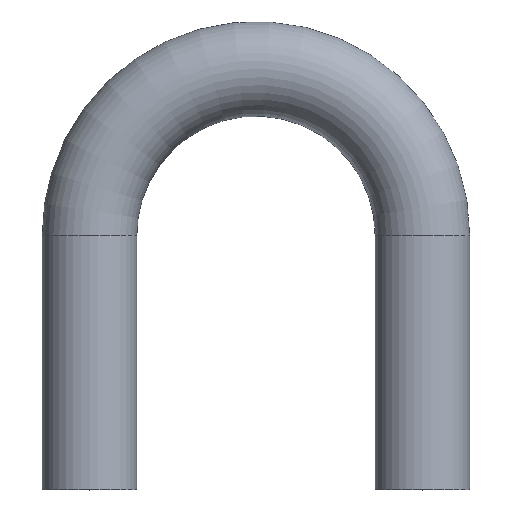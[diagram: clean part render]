
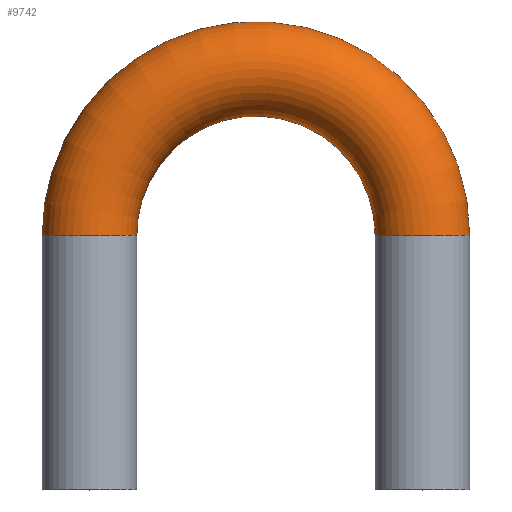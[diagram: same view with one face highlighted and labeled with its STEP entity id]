
A CAD part, top view. The second image highlights one B-rep face of the part: STEP entity #9742.
In plain terms, the highlighted toroidal (fillet/blend) face has major radius 85 mm and minor radius 24.15 mm.
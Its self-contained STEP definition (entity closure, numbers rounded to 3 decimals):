
#332 = FACE_OUTER_BOUND ( 'NONE', #3428, .T. ) ;
#841 = AXIS2_PLACEMENT_3D ( 'NONE', #8721, #9586, #3288 ) ;
#2109 = VERTEX_POINT ( 'NONE', #8457 ) ;
#2230 = VERTEX_POINT ( 'NONE', #7718 ) ;
#3114 = FACE_OUTER_BOUND ( 'NONE', #3378, .T. ) ;
#3288 = DIRECTION ( 'NONE',  ( 0., 0., 1. ) ) ;
#3378 = EDGE_LOOP ( 'NONE', ( #4463 ) ) ;
#3428 = EDGE_LOOP ( 'NONE', ( #8427 ) ) ;
#4463 = ORIENTED_EDGE ( 'NONE', *, *, #5911, .F. ) ;
#5911 = EDGE_CURVE ( 'NONE', #2109, #2109, #9523, .T. ) ;
#5973 = CARTESIAN_POINT ( 'NONE',  ( 85., 130., 0. ) ) ;
#6003 = DIRECTION ( 'NONE',  ( 1., 0., 0. ) ) ;
#7393 = CIRCLE ( 'NONE', #7918, 24.15 ) ;
#7718 = CARTESIAN_POINT ( 'NONE',  ( 85., 130., 24.15 ) ) ;
#7918 = AXIS2_PLACEMENT_3D ( 'NONE', #5973, #8653, #11401 ) ;
#8427 = ORIENTED_EDGE ( 'NONE', *, *, #10941, .T. ) ;
#8457 = CARTESIAN_POINT ( 'NONE',  ( -85., 130., 24.15 ) ) ;
#8653 = DIRECTION ( 'NONE',  ( 0., 1., 0. ) ) ;
#8721 = CARTESIAN_POINT ( 'NONE',  ( -85., 130., 0. ) ) ;
#9428 = DIRECTION ( 'NONE',  ( 0., 0., 1. ) ) ;
#9512 = CARTESIAN_POINT ( 'NONE',  ( 0., 130., 0. ) ) ;
#9523 = CIRCLE ( 'NONE', #841, 24.15 ) ;
#9586 = DIRECTION ( 'NONE',  ( 0., -1., 0. ) ) ;
#9742 = ADVANCED_FACE ( 'NONE', ( #332, #3114 ), #10878, .T. ) ;
#10878 = TOROIDAL_SURFACE ( 'NONE', #11115, 85., 24.15 ) ;
#10941 = EDGE_CURVE ( 'NONE', #2230, #2230, #7393, .T. ) ;
#11115 = AXIS2_PLACEMENT_3D ( 'NONE', #9512, #9428, #6003 ) ;
#11401 = DIRECTION ( 'NONE',  ( 0., 0., 1. ) ) ;
